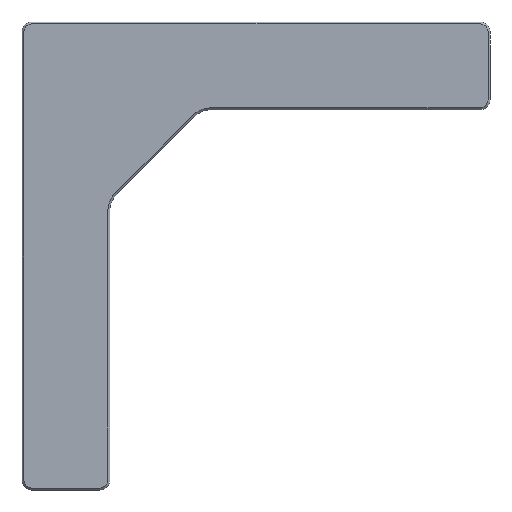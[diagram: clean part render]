
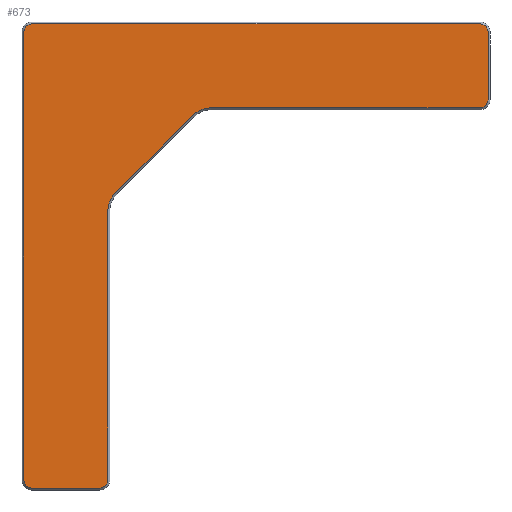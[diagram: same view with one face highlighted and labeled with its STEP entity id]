
A CAD part, front view. The second image highlights one B-rep face of the part: STEP entity #673.
In plain terms, the highlighted planar face has unit normal (0, -1, 0).
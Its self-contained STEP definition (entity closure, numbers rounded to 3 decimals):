
#35=DIRECTION('',(0.,0.,-1.));
#36=VECTOR('',#35,90.9);
#37=CARTESIAN_POINT('',(0.4,0.,
-2.));
#38=LINE('',#37,#36);
#39=CARTESIAN_POINT('',(2.,0.,-2.));
#40=DIRECTION('',(0.,-1.,0.));
#41=DIRECTION('',(0.,0.,1.));
#42=AXIS2_PLACEMENT_3D('',#39,#40,#41);
#44=DIRECTION('',(-1.,0.,0.));
#45=VECTOR('',#44,90.9);
#46=CARTESIAN_POINT('',(92.9,0.,
-0.4));
#47=LINE('',#46,#45);
#48=CARTESIAN_POINT('',(92.9,0.,-2.));
#49=DIRECTION('',(0.,-1.,0.));
#50=DIRECTION('',(1.,0.,0.));
#51=AXIS2_PLACEMENT_3D('',#48,#49,#50);
#53=DIRECTION('',(0.,0.,1.));
#54=VECTOR('',#53,13.8);
#55=CARTESIAN_POINT('',(94.5,0.,-15.8));
#56=LINE('',#55,#54);
#57=CARTESIAN_POINT('',(92.9,0.,-15.8));
#58=DIRECTION('',(0.,-1.,0.));
#59=DIRECTION('',(0.,0.,-1.));
#60=AXIS2_PLACEMENT_3D('',#57,#58,#59);
#62=DIRECTION('',(1.,0.,0.));
#63=VECTOR('',#62,54.487);
#64=CARTESIAN_POINT('',(38.413,0.,-17.4));
#65=LINE('',#64,#63);
#66=CARTESIAN_POINT('',(38.413,0.,-22.8));
#67=DIRECTION('',(0.,1.,0.));
#68=DIRECTION('',(-0.707,0.,0.707));
#69=AXIS2_PLACEMENT_3D('',#66,#67,#68);
#71=DIRECTION('',(0.707,0.,0.707));
#72=VECTOR('',#71,22.08);
#73=CARTESIAN_POINT('',(18.982,0.,-34.595));
#74=LINE('',#73,#72);
#75=CARTESIAN_POINT('',(22.8,0.,-38.413));
#76=DIRECTION('',(0.,1.,0.));
#77=DIRECTION('',(-1.,0.,0.));
#78=AXIS2_PLACEMENT_3D('',#75,#76,#77);
#80=DIRECTION('',(0.,0.,1.));
#81=VECTOR('',#80,54.487);
#82=CARTESIAN_POINT('',(17.4,0.,-92.9));
#83=LINE('',#82,#81);
#84=CARTESIAN_POINT('',(15.8,0.,-92.9));
#85=DIRECTION('',(0.,-1.,0.));
#86=DIRECTION('',(0.,0.,-1.));
#87=AXIS2_PLACEMENT_3D('',#84,#85,#86);
#89=DIRECTION('',(1.,0.,0.));
#90=VECTOR('',#89,13.8);
#91=CARTESIAN_POINT('',(2.,0.,-94.5));
#92=LINE('',#91,#90);
#93=CARTESIAN_POINT('',(2.,0.,-92.9));
#94=DIRECTION('',(0.,-1.,0.));
#95=DIRECTION('',(-1.,0.,0.));
#96=AXIS2_PLACEMENT_3D('',#93,#94,#95);
#545=CARTESIAN_POINT('',(0.4,0.,
-2.));
#546=CARTESIAN_POINT('',(0.4,0.,
-92.9));
#547=VERTEX_POINT('',#545);
#548=VERTEX_POINT('',#546);
#549=CARTESIAN_POINT('',(2.,0.,-0.4));
#550=VERTEX_POINT('',#549);
#553=CARTESIAN_POINT('',(92.9,0.,
-0.4));
#554=VERTEX_POINT('',#553);
#563=CARTESIAN_POINT('',(34.595,0.,-18.982));
#564=CARTESIAN_POINT('',(38.413,0.,-17.4));
#565=VERTEX_POINT('',#563);
#566=VERTEX_POINT('',#564);
#567=CARTESIAN_POINT('',(92.9,0.,-17.4));
#568=VERTEX_POINT('',#567);
#569=CARTESIAN_POINT('',(94.5,0.,-15.8));
#570=VERTEX_POINT('',#569);
#571=CARTESIAN_POINT('',(94.5,0.,
-2.));
#572=VERTEX_POINT('',#571);
#575=CARTESIAN_POINT('',(2.,0.,-94.5));
#576=VERTEX_POINT('',#575);
#579=CARTESIAN_POINT('',(15.8,0.,-94.5));
#580=VERTEX_POINT('',#579);
#581=CARTESIAN_POINT('',(17.4,0.,-92.9));
#582=VERTEX_POINT('',#581);
#583=CARTESIAN_POINT('',(17.4,0.,-38.413));
#584=VERTEX_POINT('',#583);
#585=CARTESIAN_POINT('',(18.982,0.,-34.595));
#586=VERTEX_POINT('',#585);
#639=CARTESIAN_POINT('',(0.,0.,-94.9));
#640=DIRECTION('',(0.,-1.,0.));
#641=DIRECTION('',(1.,0.,0.));
#642=AXIS2_PLACEMENT_3D('',#639,#640,#641);
#643=PLANE('',#642);
#645=ORIENTED_EDGE('',*,*,#644,.F.);
#647=ORIENTED_EDGE('',*,*,#646,.F.);
#649=ORIENTED_EDGE('',*,*,#648,.F.);
#651=ORIENTED_EDGE('',*,*,#650,.F.);
#653=ORIENTED_EDGE('',*,*,#652,.F.);
#655=ORIENTED_EDGE('',*,*,#654,.F.);
#657=ORIENTED_EDGE('',*,*,#656,.F.);
#659=ORIENTED_EDGE('',*,*,#658,.F.);
#661=ORIENTED_EDGE('',*,*,#660,.F.);
#663=ORIENTED_EDGE('',*,*,#662,.F.);
#665=ORIENTED_EDGE('',*,*,#664,.F.);
#666=ORIENTED_EDGE('',*,*,#629,.F.);
#668=ORIENTED_EDGE('',*,*,#667,.F.);
#670=ORIENTED_EDGE('',*,*,#669,.F.);
#671=EDGE_LOOP('',(#645,#647,#649,#651,#653,#655,#657,#659,#661,#663,#665,#666,
#668,#670));
#672=FACE_OUTER_BOUND('',#671,.F.);
#673=ADVANCED_FACE('',(#672),#643,.T.);
#43=CIRCLE('',#42,1.6);
#52=CIRCLE('',#51,1.6);
#61=CIRCLE('',#60,1.6);
#70=CIRCLE('',#69,5.4);
#79=CIRCLE('',#78,5.4);
#88=CIRCLE('',#87,1.6);
#97=CIRCLE('',#96,1.6);
#629=EDGE_CURVE('',#580,#582,#88,.T.);
#644=EDGE_CURVE('',#547,#548,#38,.T.);
#646=EDGE_CURVE('',#550,#547,#43,.T.);
#648=EDGE_CURVE('',#554,#550,#47,.T.);
#650=EDGE_CURVE('',#572,#554,#52,.T.);
#652=EDGE_CURVE('',#570,#572,#56,.T.);
#654=EDGE_CURVE('',#568,#570,#61,.T.);
#656=EDGE_CURVE('',#566,#568,#65,.T.);
#658=EDGE_CURVE('',#565,#566,#70,.T.);
#660=EDGE_CURVE('',#586,#565,#74,.T.);
#662=EDGE_CURVE('',#584,#586,#79,.T.);
#664=EDGE_CURVE('',#582,#584,#83,.T.);
#667=EDGE_CURVE('',#576,#580,#92,.T.);
#669=EDGE_CURVE('',#548,#576,#97,.T.);
